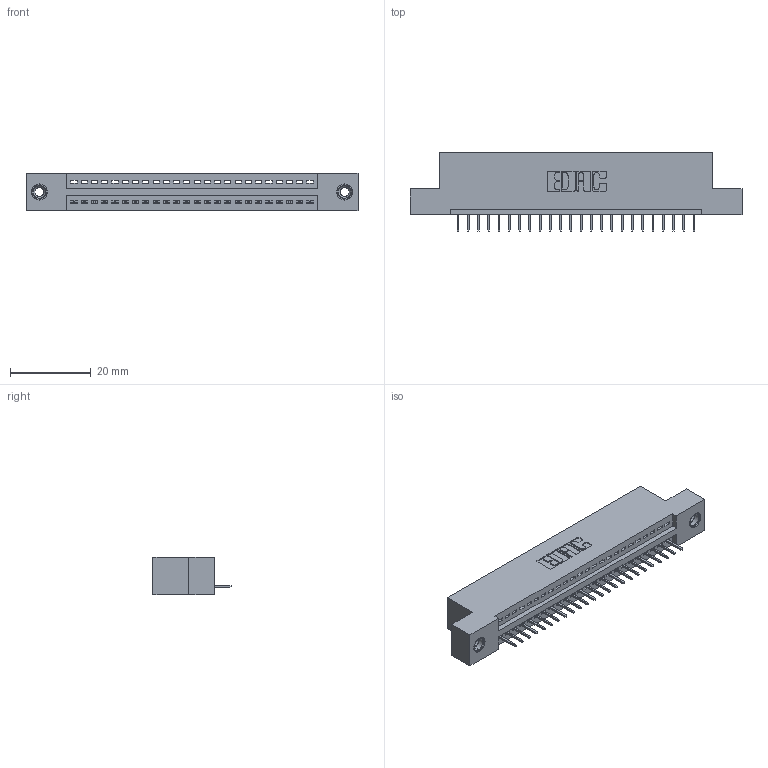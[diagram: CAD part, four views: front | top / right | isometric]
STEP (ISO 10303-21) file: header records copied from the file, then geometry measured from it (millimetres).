
FILE_DESCRIPTION (( 'STEP AP203' ), '1' );
FILE_NAME ('395-024-524-108.STEP', '2018-11-08T21:47:12', ( '' ), ( '' ), 'SwSTEP 2.0', 'SolidWorks 2016', '' );
FILE_SCHEMA (( 'CONFIG_CONTROL_DESIGN' ));
Length unit declared in the file: inch
Products named in the file (4): 395-024-524-108; 345-250-001_345-250-003-102; 345-292-001_345-293-124; 345 Part_Flush Mounting Lugs - 0.156 Dia-TI
Assembly tree (27 placements, depth 2):
  395-024-524-108
    345 Part_Flush Mounting Lugs - 0.156 Dia-TI
    345-292-001_345-293-124  x24
    345-250-001_345-250-003-102  x2
Bounding box: 82.17 x 19.35 x 9.4 mm (x, y, z)
Volume: 7555.7 mm3; surface area: 9512.3 mm2
Topology: 27 solids, 27 shells, 1674 faces, 4797 edges, 3094 vertices
Faces by surface type: plane 1216, cylinder 442, cone 12, torus 4
Entity records: 21746 total; most frequent: CARTESIAN_POINT 3747, ORIENTED_EDGE 3698, DIRECTION 3327, EDGE_CURVE 1849, VECTOR 1605, LINE 1605, VERTEX_POINT 1224, AXIS2_PLACEMENT_3D 861
